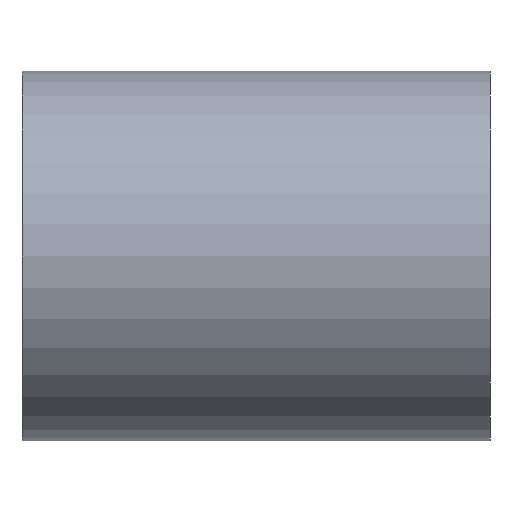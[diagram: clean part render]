
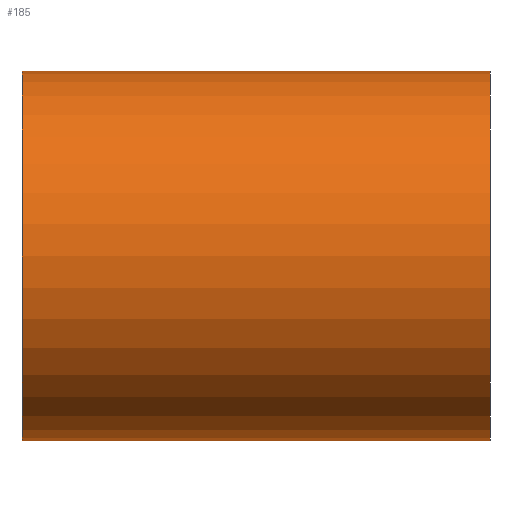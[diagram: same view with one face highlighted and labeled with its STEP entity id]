
A CAD part, left-side view. The second image highlights one B-rep face of the part: STEP entity #185.
In plain terms, the highlighted cylindrical face has radius 8.88 mm (diameter 17.76 mm), a partial arc.
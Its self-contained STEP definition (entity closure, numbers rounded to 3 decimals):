
#4 = DIRECTION ( 'NONE',  ( 0., -1., 0. ) ) ;
#8 = DIRECTION ( 'NONE',  ( 0., 1., 0. ) ) ;
#12 = VECTOR ( 'NONE', #23, 1000. ) ;
#23 = DIRECTION ( 'NONE',  ( 0., 1., 0. ) ) ;
#25 = AXIS2_PLACEMENT_3D ( 'NONE', #145, #8, #76 ) ;
#26 = VERTEX_POINT ( 'NONE', #162 ) ;
#28 = DIRECTION ( 'NONE',  ( 0., 0., 1. ) ) ;
#30 = CARTESIAN_POINT ( 'NONE',  ( -33.959, -13.5, 86.822 ) ) ;
#39 = ORIENTED_EDGE ( 'NONE', *, *, #55, .T. ) ;
#51 = DIRECTION ( 'NONE',  ( 0., 0., -1. ) ) ;
#52 = CARTESIAN_POINT ( 'NONE',  ( -33.959, -13.5, 69.062 ) ) ;
#55 = EDGE_CURVE ( 'NONE', #110, #26, #188, .T. ) ;
#59 = DIRECTION ( 'NONE',  ( 0., 1., 0. ) ) ;
#63 = CARTESIAN_POINT ( 'NONE',  ( -33.959, -55.76, 77.942 ) ) ;
#69 = AXIS2_PLACEMENT_3D ( 'NONE', #97, #4, #51 ) ;
#75 = EDGE_CURVE ( 'NONE', #112, #158, #136, .T. ) ;
#76 = DIRECTION ( 'NONE',  ( 0., 0., 1. ) ) ;
#97 = CARTESIAN_POINT ( 'NONE',  ( -33.959, 9., 77.942 ) ) ;
#101 = LINE ( 'NONE', #213, #106 ) ;
#106 = VECTOR ( 'NONE', #59, 1000. ) ;
#110 = VERTEX_POINT ( 'NONE', #186 ) ;
#111 = EDGE_CURVE ( 'NONE', #158, #110, #161, .T. ) ;
#112 = VERTEX_POINT ( 'NONE', #52 ) ;
#118 = CYLINDRICAL_SURFACE ( 'NONE', #184, 8.88 ) ;
#136 = CIRCLE ( 'NONE', #25, 8.88 ) ;
#140 = EDGE_LOOP ( 'NONE', ( #143, #146, #171, #39 ) ) ;
#143 = ORIENTED_EDGE ( 'NONE', *, *, #191, .F. ) ;
#145 = CARTESIAN_POINT ( 'NONE',  ( -33.959, -13.5, 77.942 ) ) ;
#146 = ORIENTED_EDGE ( 'NONE', *, *, #75, .T. ) ;
#150 = FACE_OUTER_BOUND ( 'NONE', #140, .T. ) ;
#158 = VERTEX_POINT ( 'NONE', #30 ) ;
#161 = LINE ( 'NONE', #189, #12 ) ;
#162 = CARTESIAN_POINT ( 'NONE',  ( -33.959, 9., 69.062 ) ) ;
#171 = ORIENTED_EDGE ( 'NONE', *, *, #111, .T. ) ;
#184 = AXIS2_PLACEMENT_3D ( 'NONE', #63, #214, #28 ) ;
#185 = ADVANCED_FACE ( 'NONE', ( #150 ), #118, .T. ) ;
#186 = CARTESIAN_POINT ( 'NONE',  ( -33.959, 9., 86.822 ) ) ;
#188 = CIRCLE ( 'NONE', #69, 8.88 ) ;
#189 = CARTESIAN_POINT ( 'NONE',  ( -33.959, -55.76, 86.822 ) ) ;
#191 = EDGE_CURVE ( 'NONE', #112, #26, #101, .T. ) ;
#213 = CARTESIAN_POINT ( 'NONE',  ( -33.959, -55.76, 69.062 ) ) ;
#214 = DIRECTION ( 'NONE',  ( 0., 1., 0. ) ) ;
